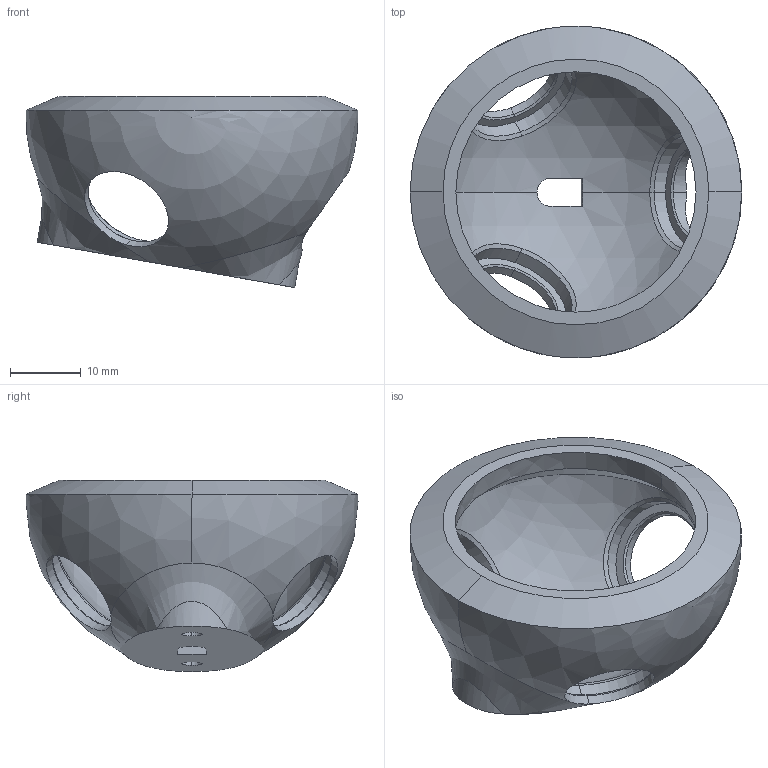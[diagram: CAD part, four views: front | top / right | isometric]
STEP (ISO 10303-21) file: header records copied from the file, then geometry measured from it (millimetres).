
FILE_DESCRIPTION (( 'STEP AP203' ), '1' );
FILE_NAME ('DIYK BTU Trackball Socket - 34mm.STEP', '2023-05-23T03:31:38', ( '' ), ( '' ), 'SwSTEP 2.0', 'SolidWorks 2020', '' );
FILE_SCHEMA (( 'CONFIG_CONTROL_DESIGN' ));
Length unit declared in the file: millimetre
Products named in the file (1): DIYK BTU Trackball Socket - 34mm
Bounding box: 46.98 x 47 x 27.06 mm (x, y, z)
Volume: 10115.8 mm3; surface area: 7414.4 mm2
Topology: 1 solids, 1 shells, 54 faces, 141 edges, 86 vertices
Faces by surface type: cylinder 20, cone 16, plane 10, sphere 6, bspline 2
Entity records: 2345 total; most frequent: CARTESIAN_POINT 959, DIRECTION 296, ORIENTED_EDGE 264, EDGE_CURVE 132, AXIS2_PLACEMENT_3D 128, VERTEX_POINT 81, CIRCLE 75, EDGE_LOOP 63
